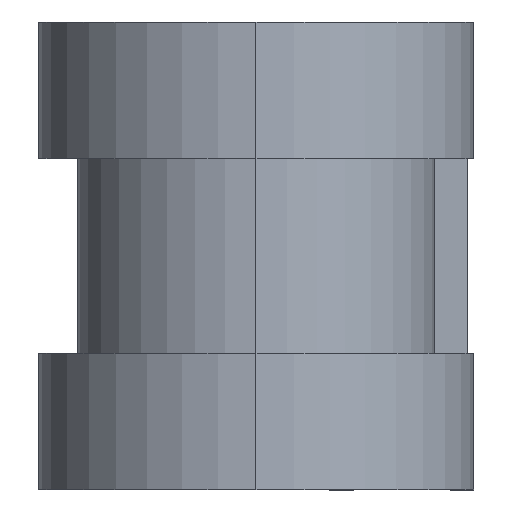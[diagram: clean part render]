
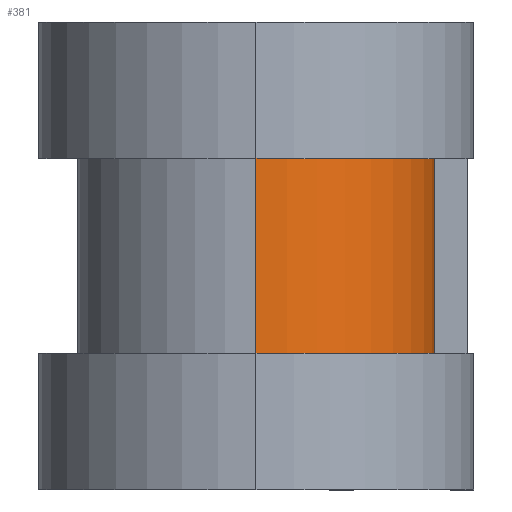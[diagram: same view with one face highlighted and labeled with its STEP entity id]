
A CAD part, left-side view. The second image highlights one B-rep face of the part: STEP entity #381.
In plain terms, the highlighted cylindrical face has radius 5.5 mm (diameter 11 mm), a partial arc.
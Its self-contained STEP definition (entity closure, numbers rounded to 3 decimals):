
#52 = CARTESIAN_POINT ( 'NONE',  ( 0., -0.5, 3. ) ) ;
#115 = EDGE_CURVE ( 'NONE', #927, #670, #1444, .T. ) ;
#269 = CARTESIAN_POINT ( 'NONE',  ( 0., -0.5, -3. ) ) ;
#290 = AXIS2_PLACEMENT_3D ( 'NONE', #832, #1324, #1578 ) ;
#321 = DIRECTION ( 'NONE',  ( -1., 0., 0. ) ) ;
#331 = DIRECTION ( 'NONE',  ( 0., 0., -1. ) ) ;
#381 = ADVANCED_FACE ( 'NONE', ( #938 ), #1405, .T. ) ;
#468 = CARTESIAN_POINT ( 'NONE',  ( 0., -0.5, 6. ) ) ;
#565 = CARTESIAN_POINT ( 'NONE',  ( -5.5, 5., 6. ) ) ;
#576 = DIRECTION ( 'NONE',  ( 0., 0., -1. ) ) ;
#578 = AXIS2_PLACEMENT_3D ( 'NONE', #1540, #331, #321 ) ;
#583 = ORIENTED_EDGE ( 'NONE', *, *, #1180, .T. ) ;
#609 = VERTEX_POINT ( 'NONE', #1461 ) ;
#623 = DIRECTION ( 'NONE',  ( 0., -1., 0. ) ) ;
#632 = EDGE_CURVE ( 'NONE', #670, #609, #1112, .T. ) ;
#670 = VERTEX_POINT ( 'NONE', #269 ) ;
#687 = CARTESIAN_POINT ( 'NONE',  ( -5.5, 5., 3. ) ) ;
#772 = CIRCLE ( 'NONE', #290, 5.5 ) ;
#802 = LINE ( 'NONE', #565, #1388 ) ;
#804 = ORIENTED_EDGE ( 'NONE', *, *, #632, .F. ) ;
#832 = CARTESIAN_POINT ( 'NONE',  ( 0., 5., 3. ) ) ;
#833 = VERTEX_POINT ( 'NONE', #687 ) ;
#845 = ORIENTED_EDGE ( 'NONE', *, *, #115, .F. ) ;
#927 = VERTEX_POINT ( 'NONE', #52 ) ;
#938 = FACE_OUTER_BOUND ( 'NONE', #1047, .T. ) ;
#956 = AXIS2_PLACEMENT_3D ( 'NONE', #1478, #1346, #623 ) ;
#1028 = EDGE_CURVE ( 'NONE', #927, #833, #772, .T. ) ;
#1047 = EDGE_LOOP ( 'NONE', ( #1297, #583, #804, #845 ) ) ;
#1080 = DIRECTION ( 'NONE',  ( 0., 0., -1. ) ) ;
#1112 = CIRCLE ( 'NONE', #956, 5.5 ) ;
#1180 = EDGE_CURVE ( 'NONE', #833, #609, #802, .T. ) ;
#1297 = ORIENTED_EDGE ( 'NONE', *, *, #1028, .T. ) ;
#1298 = VECTOR ( 'NONE', #1080, 1000. ) ;
#1324 = DIRECTION ( 'NONE',  ( 0., 0., -1. ) ) ;
#1346 = DIRECTION ( 'NONE',  ( 0., 0., -1. ) ) ;
#1388 = VECTOR ( 'NONE', #576, 1000. ) ;
#1405 = CYLINDRICAL_SURFACE ( 'NONE', #578, 5.5 ) ;
#1444 = LINE ( 'NONE', #468, #1298 ) ;
#1461 = CARTESIAN_POINT ( 'NONE',  ( -5.5, 5., -3. ) ) ;
#1478 = CARTESIAN_POINT ( 'NONE',  ( 0., 5., -3. ) ) ;
#1540 = CARTESIAN_POINT ( 'NONE',  ( 0., 5., 6. ) ) ;
#1578 = DIRECTION ( 'NONE',  ( 0., -1., 0. ) ) ;
